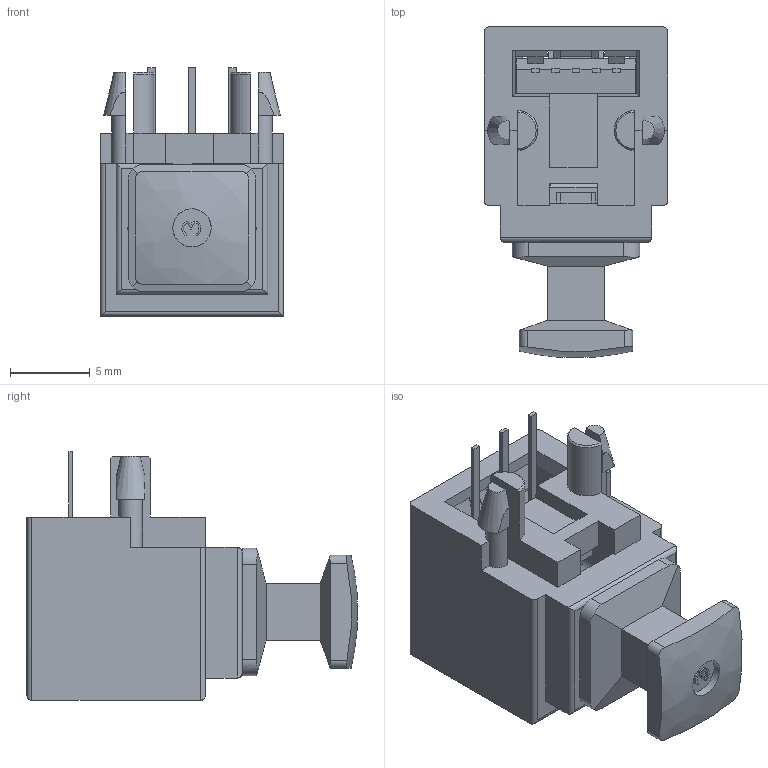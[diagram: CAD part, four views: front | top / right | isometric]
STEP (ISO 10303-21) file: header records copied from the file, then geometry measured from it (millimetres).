
FILE_DESCRIPTION(/* description */ (''),/* implementation_level */ '2;1');
FILE_NAME(/* name */ 'FCR6842032T OTJ3.stp',/* time_stamp */ '2017-05-11T09:53:57+01:00',/* author */ ('tottley'),/* organization */ (''),/* preprocessor_version */ 'ST-DEVELOPER v16.1',/* originating_system */ 'Autodesk Inventor 2016',/* authorisation */ '');
FILE_SCHEMA (('AUTOMOTIVE_DESIGN { 1 0 10303 214 3 1 1 }'));
Length unit declared in the file: millimetre
Products named in the file (1): Part84
Bounding box: 11.5 x 20.71 x 15.6 mm (x, y, z)
Volume: 1496.2 mm3; surface area: 2078.2 mm2
Topology: 1 solids, 1 shells, 366 faces, 1041 edges, 670 vertices
Faces by surface type: plane 314, cylinder 43, cone 6, bspline 2, torus 1
Full cylindrical faces by diameter (mm): 1.9 x1, 2.4 x2, 2.52 x2
Entity records: 12170 total; most frequent: CARTESIAN_POINT 2284, ORIENTED_EDGE 2064, DIRECTION 1852, EDGE_CURVE 1032, LINE 898, VECTOR 898, VERTEX_POINT 667, AXIS2_PLACEMENT_3D 477
